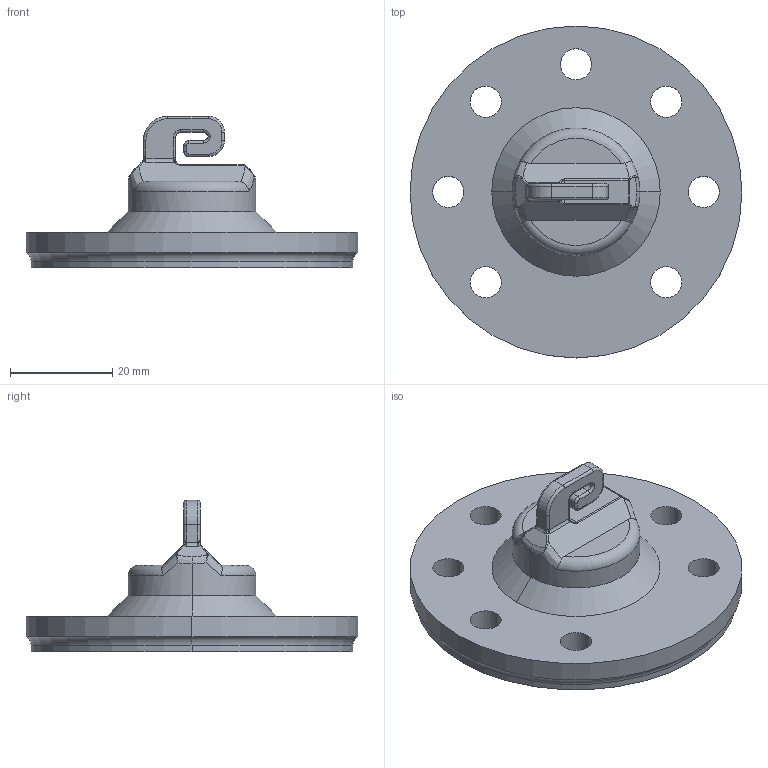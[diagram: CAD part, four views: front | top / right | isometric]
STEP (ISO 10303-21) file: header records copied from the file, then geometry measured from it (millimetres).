
FILE_DESCRIPTION (( 'STEP AP214' ), '1' );
FILE_NAME ('kuka-end-effector.STEP', '2025-10-23T15:13:58', ( '' ), ( '' ), 'SwSTEP 2.0', 'SolidWorks 2025', '' );
FILE_SCHEMA (( 'AUTOMOTIVE_DESIGN' ));
Length unit declared in the file: millimetre
Products named in the file (1): kuka-end-effector
Bounding box: 65 x 65 x 29.7 mm (x, y, z)
Volume: 27799.3 mm3; surface area: 9465.6 mm2
Topology: 1 solids, 1 shells, 128 faces, 307 edges, 174 vertices
Faces by surface type: cylinder 55, bspline 30, torus 20, plane 19, cone 2, sphere 2
Entity records: 4234 total; most frequent: CARTESIAN_POINT 1466, ORIENTED_EDGE 598, DIRECTION 563, EDGE_CURVE 299, AXIS2_PLACEMENT_3D 235, VERTEX_POINT 174, EDGE_LOOP 143, CIRCLE 136
